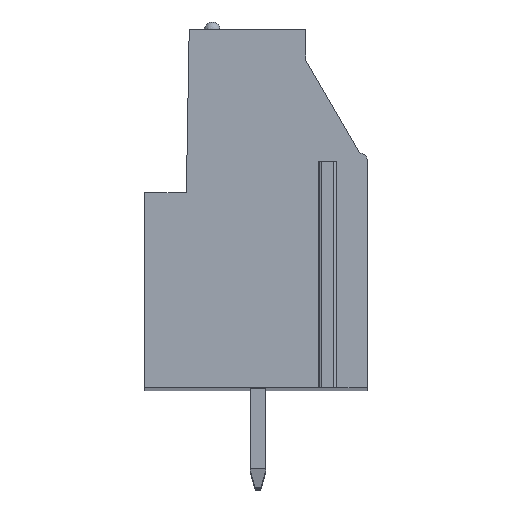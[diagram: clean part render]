
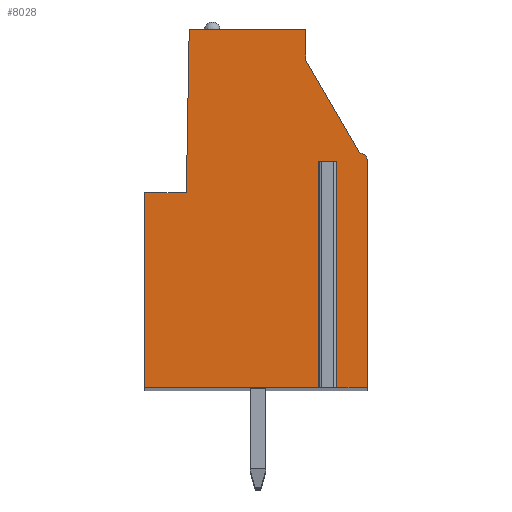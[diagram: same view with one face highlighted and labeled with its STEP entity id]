
A CAD part, top view. The second image highlights one B-rep face of the part: STEP entity #8028.
In plain terms, the highlighted planar face has unit normal (0, 0, 1).
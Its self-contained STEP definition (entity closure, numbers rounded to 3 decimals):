
#942=DIRECTION('',(1.,0.,0.));
#943=VECTOR('',#942,0.5);
#944=CARTESIAN_POINT('',(3.347,2.4,2.54));
#945=LINE('',#944,#943);
#946=DIRECTION('',(0.,1.,0.));
#947=VECTOR('',#946,11.4);
#948=CARTESIAN_POINT('',(3.347,-9.,2.54));
#949=LINE('',#948,#947);
#950=DIRECTION('',(1.,0.,0.));
#951=VECTOR('',#950,8.95);
#952=CARTESIAN_POINT('',(-5.603,-9.,2.54));
#953=LINE('',#952,#951);
#954=DIRECTION('',(0.,-1.,0.));
#955=VECTOR('',#954,9.8);
#956=CARTESIAN_POINT('',(-5.603,0.8,2.54));
#957=LINE('',#956,#955);
#958=DIRECTION('',(-1.,0.,0.));
#959=VECTOR('',#958,2.1);
#960=CARTESIAN_POINT('',(-3.503,0.8,2.54));
#961=LINE('',#960,#959);
#962=DIRECTION('',(-0.017,-1.,0.));
#963=VECTOR('',#962,8.201);
#964=CARTESIAN_POINT('',(-3.36,9.,2.54));
#965=LINE('',#964,#963);
#966=DIRECTION('',(-1.,0.,0.));
#967=VECTOR('',#966,5.86);
#968=CARTESIAN_POINT('',(2.5,9.,2.54));
#969=LINE('',#968,#967);
#970=DIRECTION('',(0.,1.,0.));
#971=VECTOR('',#970,1.523);
#972=CARTESIAN_POINT('',(2.5,7.477,2.54));
#973=LINE('',#972,#971);
#974=DIRECTION('',(-0.5,0.866,0.));
#975=VECTOR('',#974,5.394);
#976=CARTESIAN_POINT('',(5.197,2.805,2.54));
#977=LINE('',#976,#975);
#978=CARTESIAN_POINT('',(5.197,2.405,2.54));
#979=DIRECTION('',(0.,0.,1.));
#980=DIRECTION('',(1.,0.,0.));
#981=AXIS2_PLACEMENT_3D('',#978,#979,#980);
#983=DIRECTION('',(0.,1.,0.));
#984=VECTOR('',#983,11.405);
#985=CARTESIAN_POINT('',(5.597,-9.,2.54));
#986=LINE('',#985,#984);
#987=DIRECTION('',(1.,0.,0.));
#988=VECTOR('',#987,1.75);
#989=CARTESIAN_POINT('',(3.847,-9.,2.54));
#990=LINE('',#989,#988);
#991=DIRECTION('',(0.,1.,0.));
#992=VECTOR('',#991,11.4);
#993=CARTESIAN_POINT('',(3.847,-9.,2.54));
#994=LINE('',#993,#992);
#5761=CARTESIAN_POINT('',(5.597,-9.,2.54));
#5762=CARTESIAN_POINT('',(5.597,2.405,2.54));
#5763=VERTEX_POINT('',#5761);
#5764=VERTEX_POINT('',#5762);
#5765=CARTESIAN_POINT('',(5.197,2.805,2.54));
#5766=VERTEX_POINT('',#5765);
#5767=CARTESIAN_POINT('',(2.5,7.477,2.54));
#5768=VERTEX_POINT('',#5767);
#5769=CARTESIAN_POINT('',(2.5,9.,2.54));
#5770=VERTEX_POINT('',#5769);
#5771=CARTESIAN_POINT('',(-3.36,9.,2.54));
#5772=VERTEX_POINT('',#5771);
#5773=CARTESIAN_POINT('',(-3.503,0.8,2.54));
#5774=VERTEX_POINT('',#5773);
#5775=CARTESIAN_POINT('',(-5.603,0.8,2.54));
#5776=VERTEX_POINT('',#5775);
#5777=CARTESIAN_POINT('',(-5.603,-9.,2.54));
#5778=VERTEX_POINT('',#5777);
#5815=CARTESIAN_POINT('',(3.347,2.4,2.54));
#5816=CARTESIAN_POINT('',(3.847,2.4,2.54));
#5817=VERTEX_POINT('',#5815);
#5818=VERTEX_POINT('',#5816);
#5819=CARTESIAN_POINT('',(3.347,-9.,2.54));
#5820=VERTEX_POINT('',#5819);
#5821=CARTESIAN_POINT('',(3.847,-9.,2.54));
#5822=VERTEX_POINT('',#5821);
#8005=CARTESIAN_POINT('',(0.,0.,2.54));
#8006=DIRECTION('',(0.,0.,1.));
#8007=DIRECTION('',(1.,0.,0.));
#8008=AXIS2_PLACEMENT_3D('',#8005,#8006,#8007);
#8009=PLANE('',#8008);
#8011=ORIENTED_EDGE('',*,*,#8010,.F.);
#8013=ORIENTED_EDGE('',*,*,#8012,.F.);
#8014=ORIENTED_EDGE('',*,*,#7337,.F.);
#8015=ORIENTED_EDGE('',*,*,#7602,.F.);
#8016=ORIENTED_EDGE('',*,*,#7616,.F.);
#8017=ORIENTED_EDGE('',*,*,#7630,.F.);
#8018=ORIENTED_EDGE('',*,*,#7644,.F.);
#8019=ORIENTED_EDGE('',*,*,#7808,.F.);
#8020=ORIENTED_EDGE('',*,*,#7822,.F.);
#8021=ORIENTED_EDGE('',*,*,#7836,.F.);
#8022=ORIENTED_EDGE('',*,*,#7849,.F.);
#8023=ORIENTED_EDGE('',*,*,#7349,.F.);
#8025=ORIENTED_EDGE('',*,*,#8024,.T.);
#8026=EDGE_LOOP('',(#8011,#8013,#8014,#8015,#8016,#8017,#8018,#8019,#8020,#8021,
#8022,#8023,#8025));
#8027=FACE_OUTER_BOUND('',#8026,.F.);
#982=CIRCLE('',#981,0.4);
#7337=EDGE_CURVE('',#5778,#5820,#953,.T.);
#7349=EDGE_CURVE('',#5822,#5763,#990,.T.);
#7602=EDGE_CURVE('',#5776,#5778,#957,.T.);
#7616=EDGE_CURVE('',#5774,#5776,#961,.T.);
#7630=EDGE_CURVE('',#5772,#5774,#965,.T.);
#7644=EDGE_CURVE('',#5770,#5772,#969,.T.);
#7808=EDGE_CURVE('',#5768,#5770,#973,.T.);
#7822=EDGE_CURVE('',#5766,#5768,#977,.T.);
#7836=EDGE_CURVE('',#5764,#5766,#982,.T.);
#7849=EDGE_CURVE('',#5763,#5764,#986,.T.);
#8010=EDGE_CURVE('',#5817,#5818,#945,.T.);
#8012=EDGE_CURVE('',#5820,#5817,#949,.T.);
#8024=EDGE_CURVE('',#5822,#5818,#994,.T.);
#8028=ADVANCED_FACE('',(#8027),#8009,.T.);
